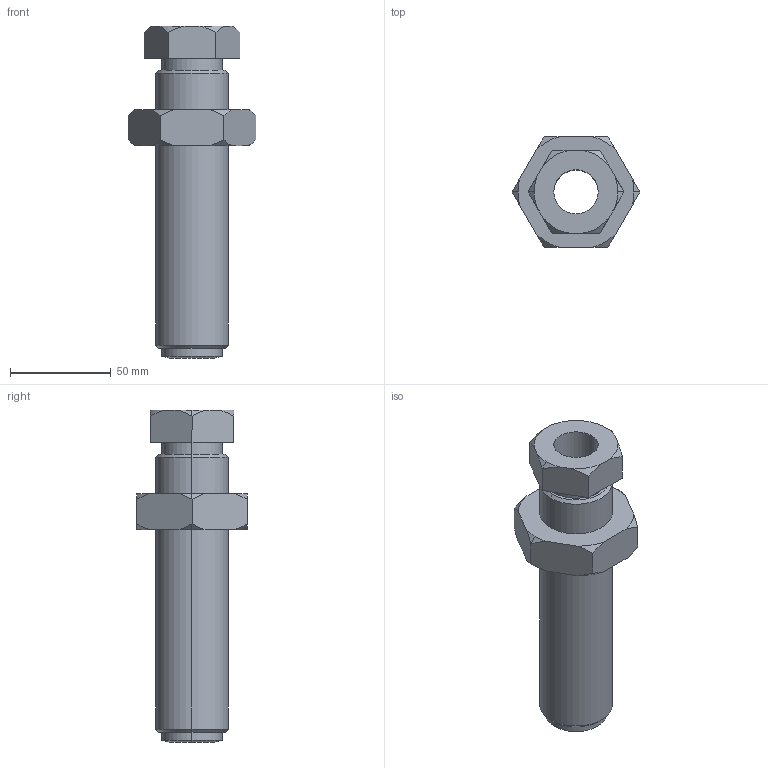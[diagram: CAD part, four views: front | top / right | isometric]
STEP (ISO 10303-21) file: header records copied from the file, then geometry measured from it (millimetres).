
FILE_DESCRIPTION((''),'2;1');
FILE_NAME('3615F.stp','2000-12-04T11:32:10',(''),(''),'AutoCAD STEP 2000','AutoCAD 2000',', , ');
FILE_SCHEMA(('CONFIG_CONTROL_DESIGN'));
Length unit declared in the file: millimetre
Bounding box: 63.51 x 55 x 164.93 mm (x, y, z)
Volume: 137223.4 mm3; surface area: 41279.3 mm2
Topology: 2 solids, 4 shells, 86 faces, 214 edges, 138 vertices
Faces by surface type: plane 46, cone 20, cylinder 10, bspline 8, sphere 2
Entity records: 2703 total; most frequent: CARTESIAN_POINT 647, ORIENTED_EDGE 428, DIRECTION 386, EDGE_CURVE 214, VERTEX_POINT 138, AXIS2_PLACEMENT_3D 129, VECTOR 128, LINE 128
